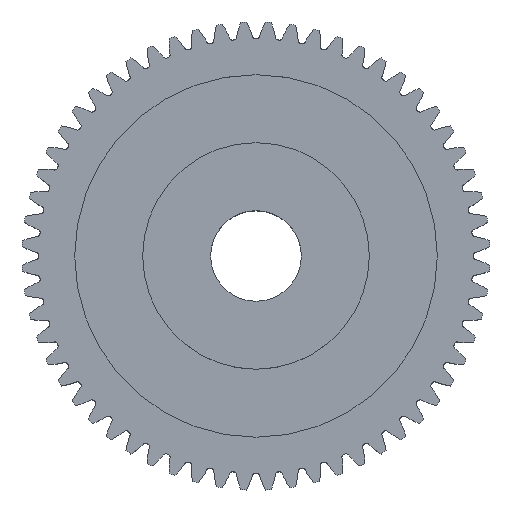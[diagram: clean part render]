
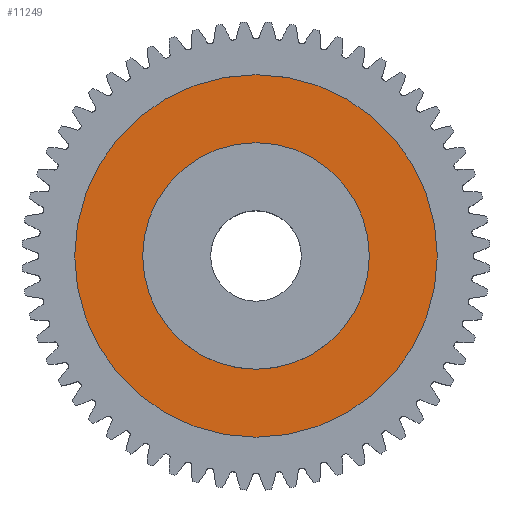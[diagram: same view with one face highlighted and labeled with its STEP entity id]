
A CAD part, top view. The second image highlights one B-rep face of the part: STEP entity #11249.
In plain terms, the highlighted planar face has unit normal (0, 0, 1).
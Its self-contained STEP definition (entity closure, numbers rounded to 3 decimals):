
#4803 = DIRECTION ( 'NONE',  ( -1., 0., 0. ) ) ;
#4804 = DIRECTION ( 'NONE',  ( 0., 0., -1. ) ) ;
#4805 = CARTESIAN_POINT ( 'NONE',  ( 0., 0., 2.5 ) ) ;
#4806 = AXIS2_PLACEMENT_3D ( 'NONE', #4805, #4804, #4803 ) ;
#4814 = CIRCLE ( 'NONE', #4806, 7.5 ) ;
#5002 = FACE_BOUND ( 'NONE', #11060, .T. ) ;
#5005 = PLANE ( 'NONE',  #5098 ) ;
#5075 = DIRECTION ( 'NONE',  ( -1., 0., 0. ) ) ;
#5076 = DIRECTION ( 'NONE',  ( 0., 0., -1. ) ) ;
#5077 = AXIS2_PLACEMENT_3D ( 'NONE', #5091, #5076, #5075 ) ;
#5086 = CIRCLE ( 'NONE', #5077, 12. ) ;
#5091 = CARTESIAN_POINT ( 'NONE',  ( 0., 0., 2.5 ) ) ;
#5095 = DIRECTION ( 'NONE',  ( -1., 0., 0. ) ) ;
#5096 = DIRECTION ( 'NONE',  ( 0., 0., -1. ) ) ;
#5097 = CARTESIAN_POINT ( 'NONE',  ( 0., 0., 2.5 ) ) ;
#5098 = AXIS2_PLACEMENT_3D ( 'NONE', #5097, #5096, #5095 ) ;
#5193 = FACE_OUTER_BOUND ( 'NONE', #11043, .T. ) ;
#6350 = VERTEX_POINT ( 'NONE', #11424 ) ;
#6466 = EDGE_CURVE ( 'NONE', #6469, #6350, #11576, .T. ) ;
#6469 = VERTEX_POINT ( 'NONE', #11574 ) ;
#6472 = EDGE_CURVE ( 'NONE', #6505, #6508, #11691, .T. ) ;
#6505 = VERTEX_POINT ( 'NONE', #11726 ) ;
#6508 = VERTEX_POINT ( 'NONE', #11549 ) ;
#11042 = ORIENTED_EDGE ( 'NONE', *, *, #11045, .T. ) ;
#11043 = EDGE_LOOP ( 'NONE', ( #11048, #11049 ) ) ;
#11045 = EDGE_CURVE ( 'NONE', #6350, #6469, #4814, .T. ) ;
#11048 = ORIENTED_EDGE ( 'NONE', *, *, #11262, .F. ) ;
#11049 = ORIENTED_EDGE ( 'NONE', *, *, #6472, .F. ) ;
#11060 = EDGE_LOOP ( 'NONE', ( #11255, #11042 ) ) ;
#11249 = ADVANCED_FACE ( 'NONE', ( #5002, #5193 ), #5005, .F. ) ;
#11255 = ORIENTED_EDGE ( 'NONE', *, *, #6466, .T. ) ;
#11262 = EDGE_CURVE ( 'NONE', #6508, #6505, #5086, .T. ) ;
#11424 = CARTESIAN_POINT ( 'NONE',  ( 7.5, 0., 2.5 ) ) ;
#11549 = CARTESIAN_POINT ( 'NONE',  ( -12., 0., 2.5 ) ) ;
#11571 = DIRECTION ( 'NONE',  ( -1., 0., 0. ) ) ;
#11572 = DIRECTION ( 'NONE',  ( 0., 0., -1. ) ) ;
#11574 = CARTESIAN_POINT ( 'NONE',  ( -7.5, 0., 2.5 ) ) ;
#11576 = CIRCLE ( 'NONE', #11580, 7.5 ) ;
#11580 = AXIS2_PLACEMENT_3D ( 'NONE', #11588, #11572, #11571 ) ;
#11588 = CARTESIAN_POINT ( 'NONE',  ( 0., 0., 2.5 ) ) ;
#11684 = DIRECTION ( 'NONE',  ( -1., 0., 0. ) ) ;
#11685 = DIRECTION ( 'NONE',  ( 0., 0., -1. ) ) ;
#11686 = CARTESIAN_POINT ( 'NONE',  ( 0., 0., 2.5 ) ) ;
#11687 = AXIS2_PLACEMENT_3D ( 'NONE', #11686, #11685, #11684 ) ;
#11691 = CIRCLE ( 'NONE', #11687, 12. ) ;
#11726 = CARTESIAN_POINT ( 'NONE',  ( 12., 0., 2.5 ) ) ;
